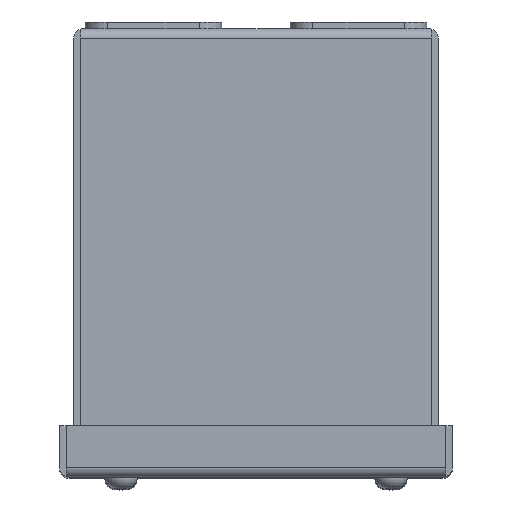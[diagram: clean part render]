
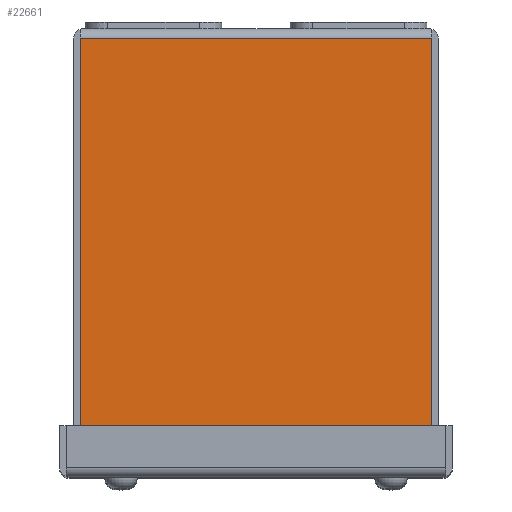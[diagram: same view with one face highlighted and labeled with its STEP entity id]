
A CAD part, top view. The second image highlights one B-rep face of the part: STEP entity #22661.
In plain terms, the highlighted planar face has unit normal (0, 0, 1).
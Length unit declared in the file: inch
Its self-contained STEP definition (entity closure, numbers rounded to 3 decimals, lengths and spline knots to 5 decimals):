
#300 = VECTOR ( 'NONE', #5710, 39.37008 ) ;
#837 = ORIENTED_EDGE ( 'NONE', *, *, #11146, .T. ) ;
#1159 = ORIENTED_EDGE ( 'NONE', *, *, #12962, .F. ) ;
#1318 = VERTEX_POINT ( 'NONE', #2783 ) ;
#1671 = PLANE ( 'NONE',  #13476 ) ;
#1914 = DIRECTION ( 'NONE',  ( 0., -1., 0. ) ) ;
#2783 = CARTESIAN_POINT ( 'NONE',  ( 1.92721, -0.108, 4. ) ) ;
#2999 = LINE ( 'NONE', #8293, #15984 ) ;
#3630 = DIRECTION ( 'NONE',  ( 0., 0., -1. ) ) ;
#3758 = LINE ( 'NONE', #9753, #300 ) ;
#5710 = DIRECTION ( 'NONE',  ( 0., -1., 0. ) ) ;
#6105 = VERTEX_POINT ( 'NONE', #18272 ) ;
#6200 = LINE ( 'NONE', #18694, #8374 ) ;
#7189 = DIRECTION ( 'NONE',  ( -1., 0., 0. ) ) ;
#8167 = EDGE_LOOP ( 'NONE', ( #1159, #11170, #20870, #837 ) ) ;
#8293 = CARTESIAN_POINT ( 'NONE',  ( 13.406, -4.642, 4. ) ) ;
#8374 = VECTOR ( 'NONE', #1914, 39.37008 ) ;
#9142 = LINE ( 'NONE', #19927, #14231 ) ;
#9273 = FACE_OUTER_BOUND ( 'NONE', #8167, .T. ) ;
#9753 = CARTESIAN_POINT ( 'NONE',  ( -1.92721, 39.37008, 4. ) ) ;
#10122 = DIRECTION ( 'NONE',  ( -1., 0., 0. ) ) ;
#10710 = VERTEX_POINT ( 'NONE', #11622 ) ;
#10815 = CARTESIAN_POINT ( 'NONE',  ( -1.92721, -4.642, 4. ) ) ;
#11146 = EDGE_CURVE ( 'NONE', #6105, #13550, #3758, .T. ) ;
#11170 = ORIENTED_EDGE ( 'NONE', *, *, #21800, .F. ) ;
#11622 = CARTESIAN_POINT ( 'NONE',  ( 1.92721, -4.642, 4. ) ) ;
#12467 = DIRECTION ( 'NONE',  ( 1., 0., 0. ) ) ;
#12962 = EDGE_CURVE ( 'NONE', #10710, #13550, #2999, .T. ) ;
#13476 = AXIS2_PLACEMENT_3D ( 'NONE', #14786, #3630, #7189 ) ;
#13550 = VERTEX_POINT ( 'NONE', #10815 ) ;
#14231 = VECTOR ( 'NONE', #12467, 39.37008 ) ;
#14786 = CARTESIAN_POINT ( 'NONE',  ( 13.406, 0., 4. ) ) ;
#15984 = VECTOR ( 'NONE', #10122, 39.37008 ) ;
#18272 = CARTESIAN_POINT ( 'NONE',  ( -1.92721, -0.108, 4. ) ) ;
#18694 = CARTESIAN_POINT ( 'NONE',  ( 1.92721, 39.37008, 4. ) ) ;
#19927 = CARTESIAN_POINT ( 'NONE',  ( -1.892, -0.108, 4. ) ) ;
#20460 = EDGE_CURVE ( 'NONE', #6105, #1318, #9142, .T. ) ;
#20870 = ORIENTED_EDGE ( 'NONE', *, *, #20460, .F. ) ;
#21800 = EDGE_CURVE ( 'NONE', #1318, #10710, #6200, .T. ) ;
#22661 = ADVANCED_FACE ( 'NONE', ( #9273 ), #1671, .F. ) ;
